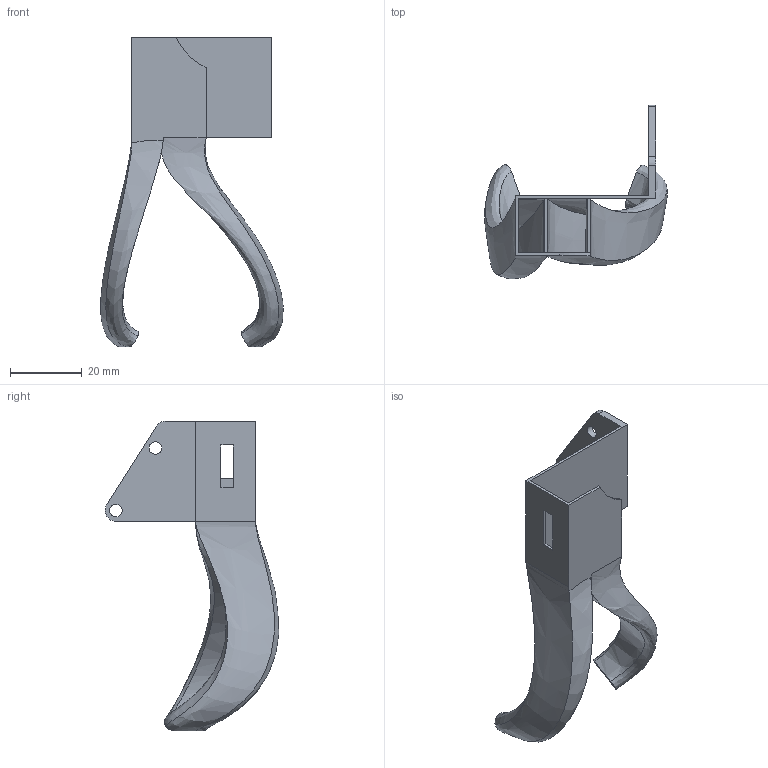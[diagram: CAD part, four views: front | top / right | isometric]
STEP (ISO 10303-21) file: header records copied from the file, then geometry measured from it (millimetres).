
FILE_DESCRIPTION(/* description */ (''),/* implementation_level */ '2;1');
FILE_NAME(/* name */ 'Fan Shroud T1.step',/* time_stamp */ '2025-04-07T14:26:32-07:00',/* author */ (''),/* organization */ (''),/* preprocessor_version */ 'ST-DEVELOPER v20.1',/* originating_system */ 'Autodesk Translation Framework v14.4.0.0',/* authorisation */ '');
FILE_SCHEMA (('AUTOMOTIVE_DESIGN { 1 0 10303 214 3 1 1 }'));
Length unit declared in the file: millimetre
Products named in the file (3): Print Head Assembly; Right Tool; FanShroud Right
Assembly tree (2 placements, depth 3):
  Print Head Assembly
    Right Tool
      FanShroud Right
Bounding box: 50.93 x 48.48 x 86.47 mm (x, y, z)
Volume: 6587.8 mm3; surface area: 15221.9 mm2
Topology: 1 solids, 1 shells, 65 faces, 175 edges, 109 vertices
Faces by surface type: bspline 38, plane 22, cylinder 5
Full cylindrical faces by diameter (mm): 3.5 x2
Entity records: 5297 total; most frequent: CARTESIAN_POINT 3801, ORIENTED_EDGE 350, EDGE_CURVE 175, DIRECTION 159, VERTEX_POINT 109, B_SPLINE_CURVE_WITH_KNOTS 90, EDGE_LOOP 72, LINE 71
